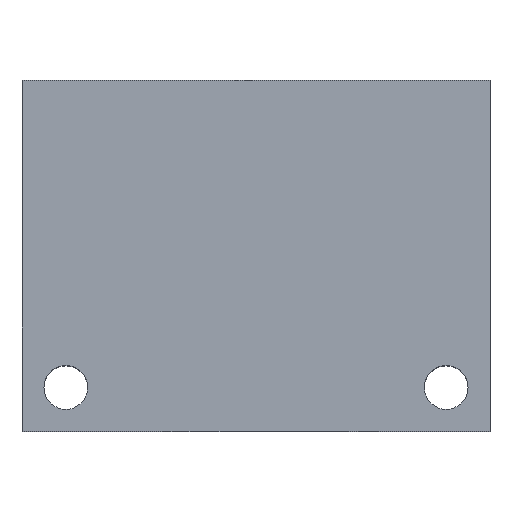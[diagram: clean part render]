
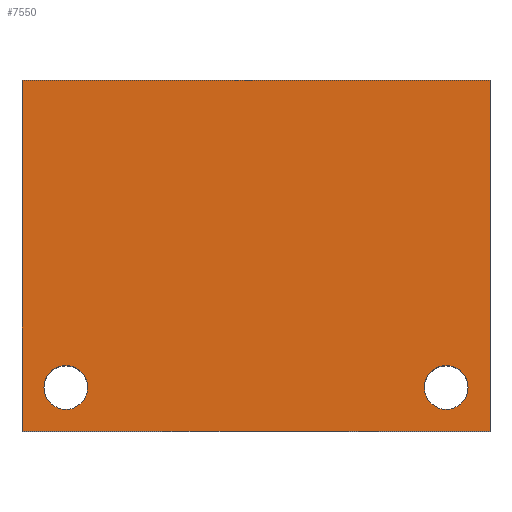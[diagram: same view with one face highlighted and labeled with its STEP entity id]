
A CAD part, top view. The second image highlights one B-rep face of the part: STEP entity #7550.
In plain terms, the highlighted planar face has unit normal (0, 0, 1).
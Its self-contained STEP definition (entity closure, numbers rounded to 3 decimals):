
#64=CIRCLE('',#7847,3.569);
#66=CIRCLE('',#7850,3.569);
#554=FACE_BOUND('',#1378,.T.);
#555=FACE_BOUND('',#1379,.T.);
#947=FACE_OUTER_BOUND('',#1377,.T.);
#1377=EDGE_LOOP('',(#6593,#6594,#6595,#6596));
#1378=EDGE_LOOP('',(#6597));
#1379=EDGE_LOOP('',(#6598));
#1762=LINE('',#10056,#2473);
#2088=LINE('',#13113,#2799);
#2091=LINE('',#13117,#2802);
#2093=LINE('',#13121,#2804);
#2473=VECTOR('',#8505,10.);
#2799=VECTOR('',#9133,10.);
#2802=VECTOR('',#9138,10.);
#2804=VECTOR('',#9144,10.);
#3069=VERTEX_POINT('',#10053);
#3070=VERTEX_POINT('',#10055);
#3483=VERTEX_POINT('',#13095);
#3485=VERTEX_POINT('',#13101);
#3489=VERTEX_POINT('',#13110);
#3490=VERTEX_POINT('',#13112);
#3886=EDGE_CURVE('',#3070,#3069,#1762,.T.);
#4515=EDGE_CURVE('',#3483,#3483,#64,.T.);
#4518=EDGE_CURVE('',#3485,#3485,#66,.T.);
#4523=EDGE_CURVE('',#3490,#3489,#2088,.T.);
#4526=EDGE_CURVE('',#3069,#3490,#2091,.T.);
#4528=EDGE_CURVE('',#3489,#3070,#2093,.T.);
#6593=ORIENTED_EDGE('',*,*,#4528,.T.);
#6594=ORIENTED_EDGE('',*,*,#3886,.T.);
#6595=ORIENTED_EDGE('',*,*,#4526,.T.);
#6596=ORIENTED_EDGE('',*,*,#4523,.T.);
#6597=ORIENTED_EDGE('',*,*,#4515,.T.);
#6598=ORIENTED_EDGE('',*,*,#4518,.T.);
#6820=PLANE('',#7856);
#7550=ADVANCED_FACE('',(#947,#554,#555),#6820,.T.);
#7847=AXIS2_PLACEMENT_3D('',#13096,#9117,#9118);
#7850=AXIS2_PLACEMENT_3D('',#13102,#9124,#9125);
#7856=AXIS2_PLACEMENT_3D('',#13122,#9145,#9146);
#8505=DIRECTION('',(0.,1.,0.));
#9117=DIRECTION('center_axis',(0.,0.,-1.));
#9118=DIRECTION('ref_axis',(1.,0.,0.));
#9124=DIRECTION('center_axis',(0.,0.,-1.));
#9125=DIRECTION('ref_axis',(1.,0.,0.));
#9133=DIRECTION('',(0.,-1.,0.));
#9138=DIRECTION('',(-1.,0.,0.));
#9144=DIRECTION('',(1.,0.,0.));
#9145=DIRECTION('center_axis',(0.,0.,1.));
#9146=DIRECTION('ref_axis',(1.,0.,0.));
#10053=CARTESIAN_POINT('',(76.2,57.15,38.1));
#10055=CARTESIAN_POINT('',(76.2,0.,38.1));
#10056=CARTESIAN_POINT('',(76.2,0.,38.1));
#13095=CARTESIAN_POINT('',(3.569,7.137,38.1));
#13096=CARTESIAN_POINT('Origin',(7.137,7.137,38.1));
#13101=CARTESIAN_POINT('',(65.494,7.137,38.1));
#13102=CARTESIAN_POINT('Origin',(69.063,7.137,38.1));
#13110=CARTESIAN_POINT('',(0.,0.,38.1));
#13112=CARTESIAN_POINT('',(0.,57.15,38.1));
#13113=CARTESIAN_POINT('',(0.,57.15,38.1));
#13117=CARTESIAN_POINT('',(76.2,57.15,38.1));
#13121=CARTESIAN_POINT('',(0.,0.,38.1));
#13122=CARTESIAN_POINT('Origin',(38.1,28.575,38.1));
